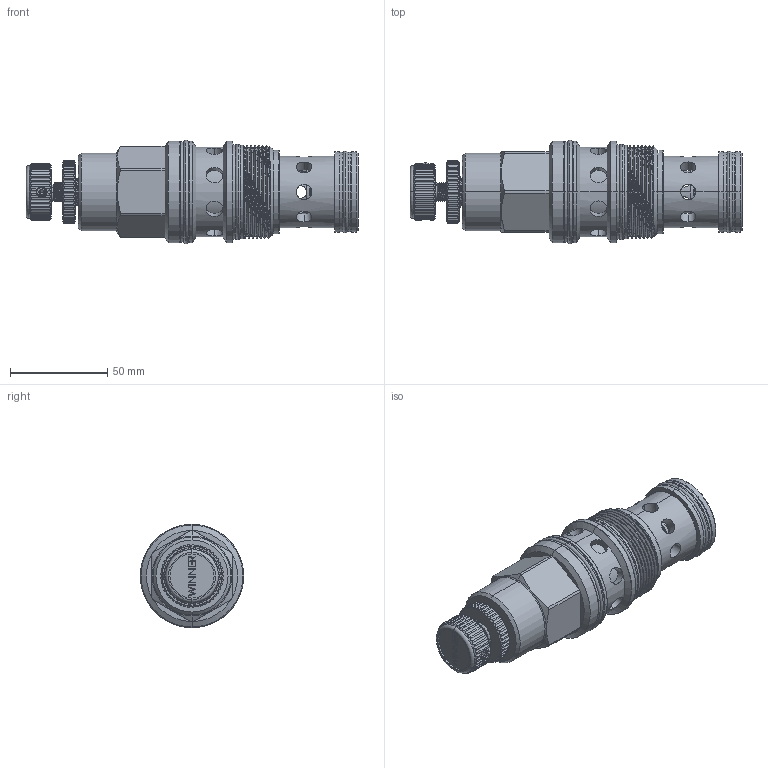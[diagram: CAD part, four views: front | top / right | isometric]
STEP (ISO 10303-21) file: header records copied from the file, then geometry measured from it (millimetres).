
FILE_DESCRIPTION (( 'STEP AP203' ), '1' );
FILE_NAME ('PP19A30(33)(35)-K.STEP', '2020-03-23T03:58:16', ( '' ), ( '' ), 'SwSTEP 2.0', 'SolidWorks 2018', '' );
FILE_SCHEMA (( 'CONFIG_CONTROL_DESIGN' ));
Products named in the file (1): PP19A30(33)(35)-K
Bounding box: 170.52 x 53.11 x 53.11 mm (x, y, z)
Volume: 207936.7 mm3; surface area: 49956.7 mm2
Topology: 12 solids, 23 shells, 1075 faces, 2962 edges, 1879 vertices
Faces by surface type: cylinder 566, plane 250, torus 104, cone 93, bspline 60, sphere 2
Entity records: 70691 total; most frequent: CARTESIAN_POINT 45025, ORIENTED_EDGE 5870, DIRECTION 4790, EDGE_CURVE 2935, AXIS2_PLACEMENT_3D 1903, VERTEX_POINT 1876, EDGE_LOOP 1167, ADVANCED_FACE 1075
